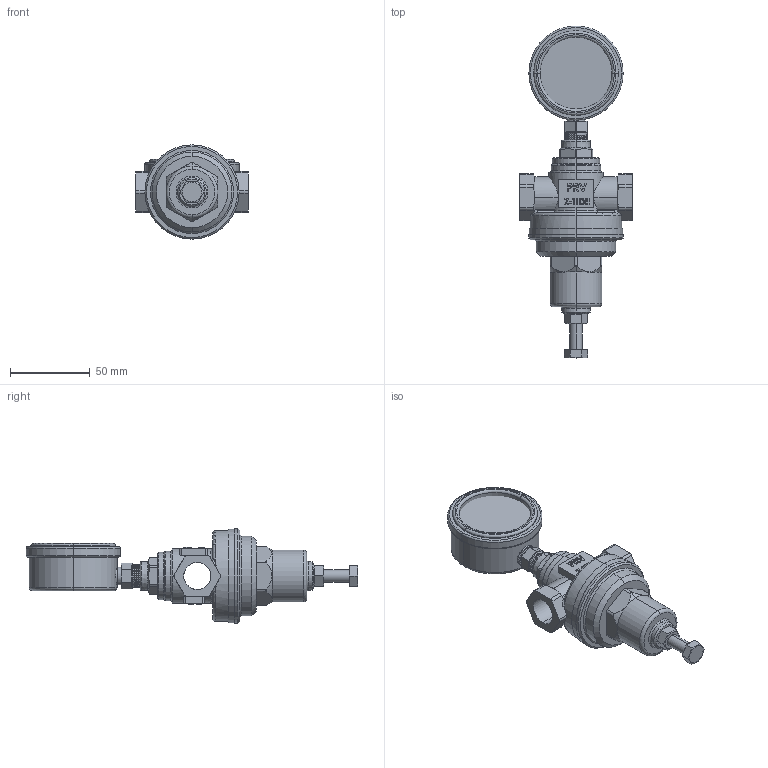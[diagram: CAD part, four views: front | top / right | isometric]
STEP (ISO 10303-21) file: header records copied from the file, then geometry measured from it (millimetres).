
FILE_DESCRIPTION (( 'STEP AP203' ), '1' );
FILE_NAME ('RET-15-S ²Õ¦X¥ó.STEP', '2018-09-17T08:19:20', ( 'LEO' ), ( '' ), 'SwSTEP 2.0', 'SolidWorks 2010', '' );
FILE_SCHEMA (( 'CONFIG_CONTROL_DESIGN' ));
Length unit declared in the file: millimetre
Products named in the file (6): RET-15-S 組合件; RET-15-S 本體; RET-15-S 下蓋; RET-15-S 上蓋; 2分壓力錶; 控制器調壓螺絲
Assembly tree (5 placements, depth 2):
  RET-15-S 組合件
    RET-15-S 本體
    控制器調壓螺絲
    RET-15-S 上蓋
    2分壓力錶
    RET-15-S 下蓋
Bounding box: 70.5 x 207.79 x 59 mm (x, y, z)
Volume: 130429.3 mm3; surface area: 59545.5 mm2
Topology: 8 solids, 8 shells, 489 faces, 1227 edges, 779 vertices
Faces by surface type: plane 204, cylinder 157, cone 52, bspline 38, torus 26, sphere 12
Entity records: 19577 total; most frequent: CARTESIAN_POINT 7703, ORIENTED_EDGE 2430, DIRECTION 2196, EDGE_CURVE 1215, AXIS2_PLACEMENT_3D 790, VERTEX_POINT 779, LINE 616, VECTOR 616
